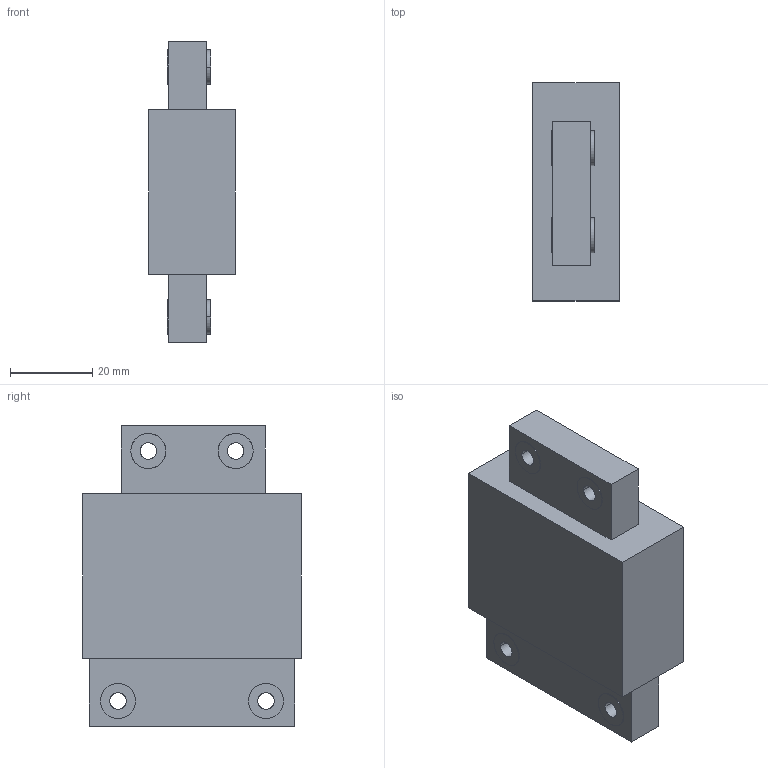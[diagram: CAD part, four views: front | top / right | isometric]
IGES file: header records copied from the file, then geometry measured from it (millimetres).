
Start section: SolidWorks IGES file using analytic representation for surfaces
Global section: file name: NPT-001.IGS; native system: SolidWorks 2018; preprocessor: SolidWorks 2018; author: hoang.le; date: 190308.130239; units: millimetre
Bounding box: 21 x 53 x 73 mm (x, y, z)
Surface area: 12120.2 mm2 (no closed solid volume)
Topology: 0 solids, 0 shells, 48 faces, 936 edges, 936 vertices
Faces by surface type: revolution 24, bspline 24
